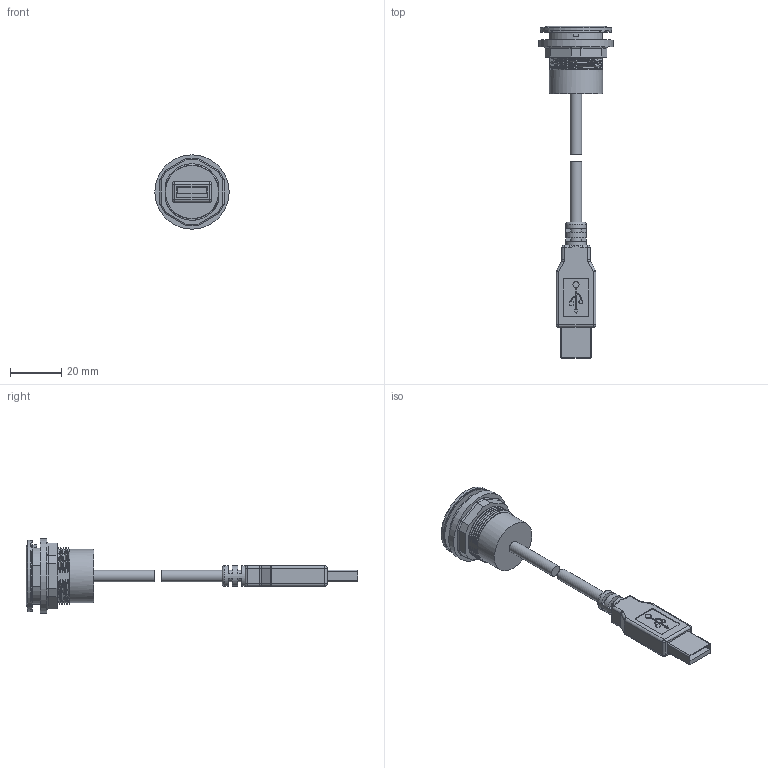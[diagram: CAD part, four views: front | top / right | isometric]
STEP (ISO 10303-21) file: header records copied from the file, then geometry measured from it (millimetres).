
FILE_DESCRIPTION(/* description */ (''),/* implementation_level */ '2;1');
FILE_NAME(/* name */ 'RRJVA_USB_CA_60_vereinfacht.stp',/* time_stamp */ '2024-07-01T12:11:18+02:00',/* author */ ('Sz'),/* organization */ (''),/* preprocessor_version */ 'ST-DEVELOPER v19.2',/* originating_system */ 'Autodesk Inventor 2023',/* authorisation */ '');
FILE_SCHEMA (('AUTOMOTIVE_DESIGN { 1 0 10303 214 3 1 1 }'));
Length unit declared in the file: centimetre
Products named in the file (1): Bauteil3015
Bounding box: 29 x 129.45 x 29 mm (x, y, z)
Volume: 15503.1 mm3; surface area: 8973 mm2
Topology: 2 solids, 2 shells, 769 faces, 2122 edges, 1354 vertices
Faces by surface type: plane 385, cylinder 268, bspline 67, sphere 24, torus 18, cone 7
Full cylindrical faces by diameter (mm): 0.4 x1, 4.5 x2, 8 x1, 20 x1, 20.05 x1, 20.7 x1, 20.917 x1, 22.6 x1, 25.35 x1, 27.1 x1, 27.3 x1, 27.4 x1, 27.9 x1, 29 x1
Entity records: 34894 total; most frequent: CARTESIAN_POINT 14562, ORIENTED_EDGE 4220, DIRECTION 3856, EDGE_CURVE 2110, VERTEX_POINT 1354, LINE 1308, VECTOR 1308, AXIS2_PLACEMENT_3D 1274
